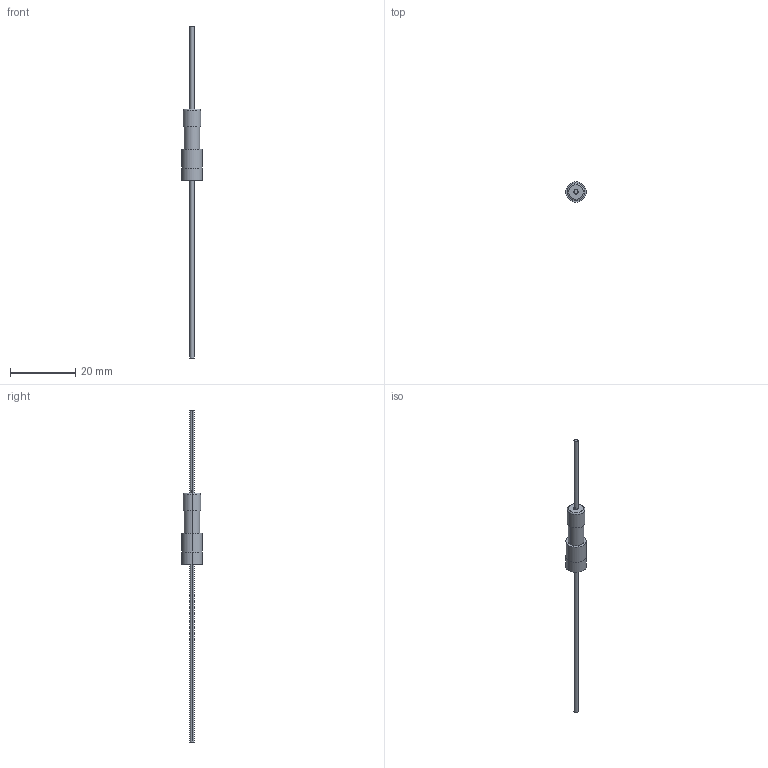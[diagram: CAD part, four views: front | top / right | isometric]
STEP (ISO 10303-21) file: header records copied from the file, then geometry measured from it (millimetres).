
FILE_DESCRIPTION (( 'STEP AP203' ), '1' );
FILE_NAME ('0124708B.STEP', '2008-03-14T11:06:58', ( 'MIS' ), ( 'ISI INSULATORSEAL' ), 'SwSTEP 2.0', 'SolidWorks 2008', '' );
FILE_SCHEMA (( 'CONFIG_CONTROL_DESIGN' ));
Length unit declared in the file: inch
Products named in the file (7): 0124708B; 0229701H; 0025001F; 0025002E; 0024610; 0024501R; 0016088B
Assembly tree (6 placements, depth 3):
  0124708B
    0024501R
    0016088B
    0229701H
      0025001F
      0025002E
    0024610
Bounding box: 6.27 x 6.27 x 101.6 mm (x, y, z)
Volume: 514.1 mm3; surface area: 1404.9 mm2
Topology: 5 solids, 5 shells, 58 faces, 122 edges, 74 vertices
Faces by surface type: cylinder 26, plane 18, cone 8, torus 6
Entity records: 2333 total; most frequent: DIRECTION 322, CARTESIAN_POINT 276, ORIENTED_EDGE 244, AXIS2_PLACEMENT_3D 136, EDGE_CURVE 122, VERTEX_POINT 74, CIRCLE 68, EDGE_LOOP 66
